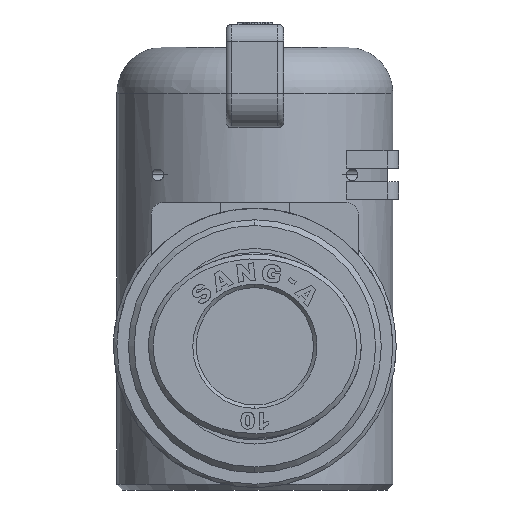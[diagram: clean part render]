
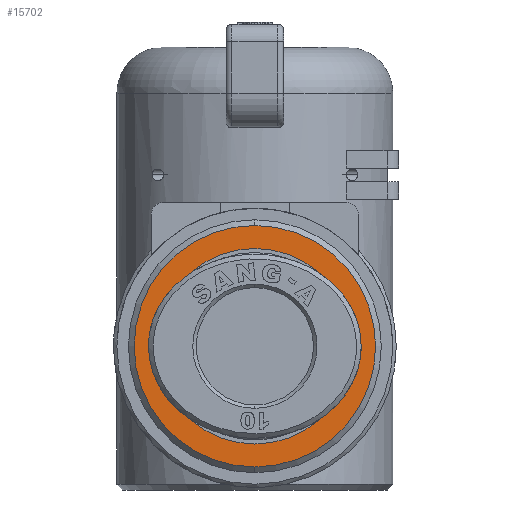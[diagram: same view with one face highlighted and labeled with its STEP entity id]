
A CAD part, front view. The second image highlights one B-rep face of the part: STEP entity #15702.
In plain terms, the highlighted planar face has unit normal (0, -1, 0).
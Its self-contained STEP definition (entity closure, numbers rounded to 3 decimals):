
#2235=CARTESIAN_POINT('',(-0.1,-29.2,-16.35));
#2236=VERTEX_POINT('',#2235);
#2252=CARTESIAN_POINT('',(-0.1,-29.2,0.65));
#2253=VERTEX_POINT('',#2252);
#2260=CARTESIAN_POINT('',(-0.1,-29.2,-7.85));
#2261=DIRECTION('',(0.0,-1.0,0.0));
#2262=DIRECTION('',(0.0,0.0,-1.0));
#2263=AXIS2_PLACEMENT_3D('',#2260,#2261,#2262);
#2264=CIRCLE('',#2263,8.5);
#2265=EDGE_CURVE('',#2253,#2236,#2264,.T.);
#2355=CARTESIAN_POINT('',(-0.1,-29.2,2.65));
#2356=VERTEX_POINT('',#2355);
#2363=CARTESIAN_POINT('',(-0.1,-29.2,-18.35));
#2364=VERTEX_POINT('',#2363);
#2365=CARTESIAN_POINT('',(-0.1,-29.2,-7.85));
#2366=DIRECTION('',(0.0,1.0,0.0));
#2367=DIRECTION('',(0.0,0.0,1.0));
#2368=AXIS2_PLACEMENT_3D('',#2365,#2366,#2367);
#2369=CIRCLE('',#2368,10.5);
#2370=EDGE_CURVE('',#2356,#2364,#2369,.T.);
#15661=CARTESIAN_POINT('',(-0.1,-29.2,-7.85));
#15662=DIRECTION('',(0.0,1.0,0.0));
#15663=DIRECTION('',(0.0,0.0,1.0));
#15664=AXIS2_PLACEMENT_3D('',#15661,#15662,#15663);
#15665=CIRCLE('',#15664,10.5);
#15666=EDGE_CURVE('',#2364,#2356,#15665,.T.);
#15683=CARTESIAN_POINT('',(-0.1,-29.2,-17.6));
#15684=DIRECTION('',(0.0,-1.0,0.0));
#15685=DIRECTION('',(0.0,0.0,1.0));
#15686=AXIS2_PLACEMENT_3D('',#15683,#15684,#15685);
#15687=PLANE('',#15686);
#15688=ORIENTED_EDGE('',*,*,#15666,.F.);
#15689=ORIENTED_EDGE('',*,*,#2370,.F.);
#15690=EDGE_LOOP('',(#15688,#15689));
#15691=FACE_OUTER_BOUND('',#15690,.T.);
#15692=CARTESIAN_POINT('',(-0.1,-29.2,-7.85));
#15693=DIRECTION('',(0.0,-1.0,0.0));
#15694=DIRECTION('',(0.0,0.0,-1.0));
#15695=AXIS2_PLACEMENT_3D('',#15692,#15693,#15694);
#15696=CIRCLE('',#15695,8.5);
#15697=EDGE_CURVE('',#2236,#2253,#15696,.T.);
#15698=ORIENTED_EDGE('',*,*,#15697,.F.);
#15699=ORIENTED_EDGE('',*,*,#2265,.F.);
#15700=EDGE_LOOP('',(#15698,#15699));
#15701=FACE_BOUND('',#15700,.T.);
#15702=ADVANCED_FACE('',(#15691,#15701),#15687,.T.);
